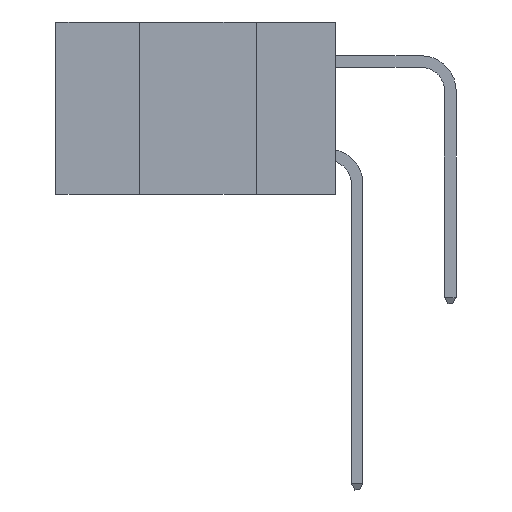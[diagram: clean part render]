
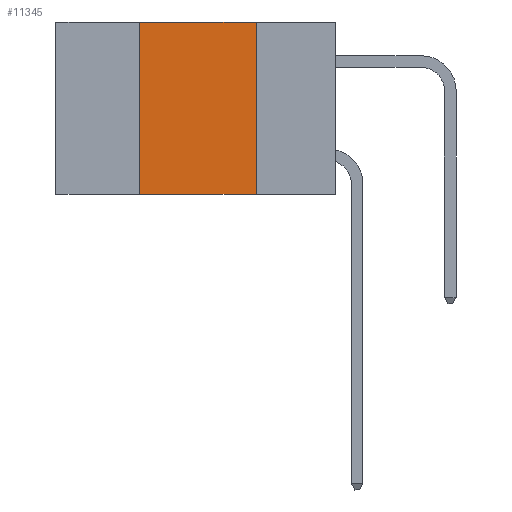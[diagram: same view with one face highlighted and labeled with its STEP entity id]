
A CAD part, left-side view. The second image highlights one B-rep face of the part: STEP entity #11345.
In plain terms, the highlighted planar face has unit normal (-1, 0, 0).
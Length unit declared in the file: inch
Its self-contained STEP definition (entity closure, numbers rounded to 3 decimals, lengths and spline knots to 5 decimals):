
#251 = CARTESIAN_POINT ( 'NONE',  ( 0., 0.6, 0. ) ) ;
#381 = VECTOR ( 'NONE', #7717, 39.37008 ) ;
#422 = CARTESIAN_POINT ( 'NONE',  ( 0., 0.42, -0.37 ) ) ;
#1008 = ORIENTED_EDGE ( 'NONE', *, *, #4572, .T. ) ;
#1788 = VERTEX_POINT ( 'NONE', #6437 ) ;
#1842 = DIRECTION ( 'NONE',  ( 1., 0., 0. ) ) ;
#2288 = DIRECTION ( 'NONE',  ( 0., 0., -1. ) ) ;
#3304 = VECTOR ( 'NONE', #7006, 39.37008 ) ;
#3802 = LINE ( 'NONE', #13079, #3304 ) ;
#3872 = CARTESIAN_POINT ( 'NONE',  ( 0., 0.6, -0.37 ) ) ;
#4235 = CARTESIAN_POINT ( 'NONE',  ( 0., 0.17, -0.37 ) ) ;
#4566 = AXIS2_PLACEMENT_3D ( 'NONE', #251, #1842, #12572 ) ;
#4572 = EDGE_CURVE ( 'NONE', #13818, #19496, #12370, .T. ) ;
#5429 = DIRECTION ( 'NONE',  ( 0., -1., 0. ) ) ;
#6437 = CARTESIAN_POINT ( 'NONE',  ( 0., 0.42, 0. ) ) ;
#7006 = DIRECTION ( 'NONE',  ( 0., -1., 0. ) ) ;
#7070 = ORIENTED_EDGE ( 'NONE', *, *, #18175, .F. ) ;
#7646 = CARTESIAN_POINT ( 'NONE',  ( 0., 0.42, 0. ) ) ;
#7717 = DIRECTION ( 'NONE',  ( 0., 0., 1. ) ) ;
#8355 = VECTOR ( 'NONE', #5429, 39.37008 ) ;
#9571 = PLANE ( 'NONE',  #4566 ) ;
#9649 = CARTESIAN_POINT ( 'NONE',  ( 0., 0.17, 0. ) ) ;
#9731 = ORIENTED_EDGE ( 'NONE', *, *, #15457, .F. ) ;
#9784 = VECTOR ( 'NONE', #2288, 39.37008 ) ;
#10444 = EDGE_CURVE ( 'NONE', #1788, #13740, #3802, .T. ) ;
#11345 = ADVANCED_FACE ( 'NONE', ( #15821 ), #9571, .F. ) ;
#12370 = LINE ( 'NONE', #3872, #8355 ) ;
#12520 = ORIENTED_EDGE ( 'NONE', *, *, #10444, .F. ) ;
#12572 = DIRECTION ( 'NONE',  ( 0., 0., -1. ) ) ;
#12797 = EDGE_LOOP ( 'NONE', ( #7070, #12520, #9731, #1008 ) ) ;
#13079 = CARTESIAN_POINT ( 'NONE',  ( 0., 0.6, 0. ) ) ;
#13740 = VERTEX_POINT ( 'NONE', #15463 ) ;
#13818 = VERTEX_POINT ( 'NONE', #422 ) ;
#14210 = LINE ( 'NONE', #9649, #9784 ) ;
#15457 = EDGE_CURVE ( 'NONE', #13818, #1788, #16594, .T. ) ;
#15463 = CARTESIAN_POINT ( 'NONE',  ( 0., 0.17, 0. ) ) ;
#15821 = FACE_OUTER_BOUND ( 'NONE', #12797, .T. ) ;
#16594 = LINE ( 'NONE', #7646, #381 ) ;
#18175 = EDGE_CURVE ( 'NONE', #13740, #19496, #14210, .T. ) ;
#19496 = VERTEX_POINT ( 'NONE', #4235 ) ;
